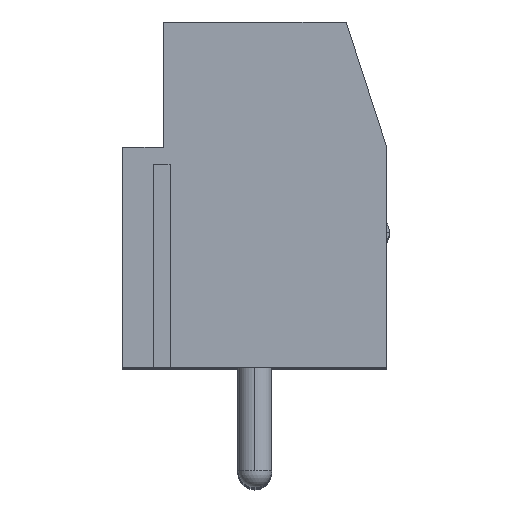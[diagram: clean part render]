
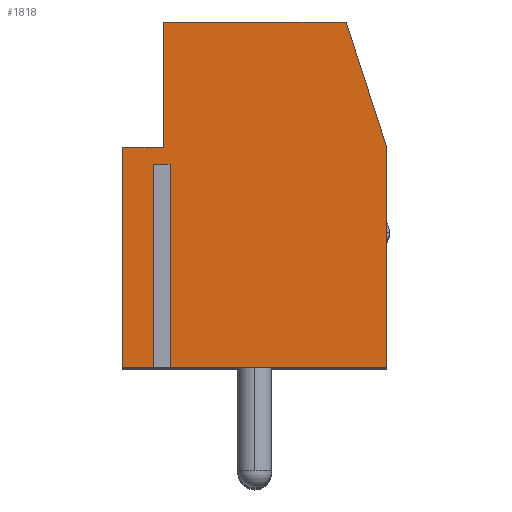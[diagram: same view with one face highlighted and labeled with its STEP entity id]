
A CAD part, top view. The second image highlights one B-rep face of the part: STEP entity #1818.
In plain terms, the highlighted planar face has unit normal (0, 0, 1).
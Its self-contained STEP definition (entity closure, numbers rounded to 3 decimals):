
#17 = VECTOR ( 'NONE', #1391, 1000. ) ;
#58 = VECTOR ( 'NONE', #1169, 1000. ) ;
#89 = CARTESIAN_POINT ( 'NONE',  ( -2.61, -9.1, 0. ) ) ;
#270 = CARTESIAN_POINT ( 'NONE',  ( 3.94, 1.278, 0. ) ) ;
#281 = CARTESIAN_POINT ( 'NONE',  ( 0., 1.4, 0. ) ) ;
#343 = EDGE_CURVE ( 'NONE', #2280, #3841, #988, .T. ) ;
#367 = EDGE_CURVE ( 'NONE', #5542, #2280, #5507, .T. ) ;
#472 = CARTESIAN_POINT ( 'NONE',  ( -2.61, -5.1, 0. ) ) ;
#510 = DIRECTION ( 'NONE',  ( 0., -1., 0. ) ) ;
#547 = LINE ( 'NONE', #89, #1598 ) ;
#599 = DIRECTION ( 'NONE',  ( -1., 0., 0. ) ) ;
#667 = VECTOR ( 'NONE', #4021, 1000. ) ;
#681 = VECTOR ( 'NONE', #5407, 1000. ) ;
#775 = DIRECTION ( 'NONE',  ( 0., -1., 0. ) ) ;
#833 = CARTESIAN_POINT ( 'NONE',  ( 3.9, 0., 0. ) ) ;
#862 = EDGE_CURVE ( 'NONE', #5402, #4278, #5718, .T. ) ;
#955 = CARTESIAN_POINT ( 'NONE',  ( 0., 0., 0. ) ) ;
#988 = LINE ( 'NONE', #3683, #5781 ) ;
#1047 = LINE ( 'NONE', #270, #3318 ) ;
#1062 = ORIENTED_EDGE ( 'NONE', *, *, #862, .T. ) ;
#1092 = VERTEX_POINT ( 'NONE', #5814 ) ;
#1107 = VERTEX_POINT ( 'NONE', #5737 ) ;
#1169 = DIRECTION ( 'NONE',  ( -1., 0., 0. ) ) ;
#1188 = PLANE ( 'NONE',  #4799 ) ;
#1391 = DIRECTION ( 'NONE',  ( 0., 1., 0. ) ) ;
#1394 = VECTOR ( 'NONE', #775, 1000. ) ;
#1491 = DIRECTION ( 'NONE',  ( 0., 0., 1. ) ) ;
#1494 = ORIENTED_EDGE ( 'NONE', *, *, #5744, .F. ) ;
#1559 = ORIENTED_EDGE ( 'NONE', *, *, #343, .T. ) ;
#1566 = DIRECTION ( 'NONE',  ( 1., 0., 0. ) ) ;
#1598 = VECTOR ( 'NONE', #3240, 1000. ) ;
#1601 = DIRECTION ( 'NONE',  ( -0.309, 0.951, 0. ) ) ;
#1690 = ORIENTED_EDGE ( 'NONE', *, *, #4577, .F. ) ;
#1729 = LINE ( 'NONE', #833, #667 ) ;
#1818 = ADVANCED_FACE ( 'NONE', ( #3682 ), #1188, .T. ) ;
#1907 = DIRECTION ( 'NONE',  ( 1., 0., 0. ) ) ;
#2010 = CARTESIAN_POINT ( 'NONE',  ( 0., -5.1, 0. ) ) ;
#2039 = LINE ( 'NONE', #2713, #681 ) ;
#2123 = ORIENTED_EDGE ( 'NONE', *, *, #4121, .T. ) ;
#2277 = ORIENTED_EDGE ( 'NONE', *, *, #5638, .F. ) ;
#2280 = VERTEX_POINT ( 'NONE', #4277 ) ;
#2289 = CARTESIAN_POINT ( 'NONE',  ( -3.9, -5.1, 0. ) ) ;
#2536 = VECTOR ( 'NONE', #3838, 1000. ) ;
#2679 = VECTOR ( 'NONE', #1907, 1000. ) ;
#2713 = CARTESIAN_POINT ( 'NONE',  ( 0., 5.1, 0. ) ) ;
#2800 = VERTEX_POINT ( 'NONE', #3177 ) ;
#2852 = VERTEX_POINT ( 'NONE', #472 ) ;
#3071 = CARTESIAN_POINT ( 'NONE',  ( -2.7, 5.1, 0. ) ) ;
#3177 = CARTESIAN_POINT ( 'NONE',  ( 3.9, 1.4, 0. ) ) ;
#3240 = DIRECTION ( 'NONE',  ( 0., 1., 0. ) ) ;
#3245 = CARTESIAN_POINT ( 'NONE',  ( 0., -5.1, 0. ) ) ;
#3266 = VECTOR ( 'NONE', #599, 1000. ) ;
#3272 = ORIENTED_EDGE ( 'NONE', *, *, #3951, .T. ) ;
#3318 = VECTOR ( 'NONE', #1601, 1000. ) ;
#3362 = CARTESIAN_POINT ( 'NONE',  ( -2.7, 1.4, 0. ) ) ;
#3504 = CARTESIAN_POINT ( 'NONE',  ( -2.7, 0., 0. ) ) ;
#3554 = ORIENTED_EDGE ( 'NONE', *, *, #4248, .T. ) ;
#3613 = EDGE_CURVE ( 'NONE', #3647, #5542, #4853, .T. ) ;
#3626 = ORIENTED_EDGE ( 'NONE', *, *, #3613, .T. ) ;
#3647 = VERTEX_POINT ( 'NONE', #3071 ) ;
#3682 = FACE_OUTER_BOUND ( 'NONE', #4221, .T. ) ;
#3683 = CARTESIAN_POINT ( 'NONE',  ( -3.9, 0., 0. ) ) ;
#3838 = DIRECTION ( 'NONE',  ( 1., 0., 0. ) ) ;
#3841 = VERTEX_POINT ( 'NONE', #2289 ) ;
#3902 = CARTESIAN_POINT ( 'NONE',  ( -3., 0.9, 0. ) ) ;
#3917 = CARTESIAN_POINT ( 'NONE',  ( -2.89, 0.9, 0. ) ) ;
#3951 = EDGE_CURVE ( 'NONE', #3841, #5402, #5069, .T. ) ;
#4021 = DIRECTION ( 'NONE',  ( 0., -1., 0. ) ) ;
#4121 = EDGE_CURVE ( 'NONE', #2852, #4936, #4175, .T. ) ;
#4175 = LINE ( 'NONE', #2010, #2536 ) ;
#4221 = EDGE_LOOP ( 'NONE', ( #3272, #1062, #2277, #1690, #2123, #1494, #3554, #5365, #3626, #5441, #1559 ) ) ;
#4248 = EDGE_CURVE ( 'NONE', #2800, #1092, #1047, .T. ) ;
#4277 = CARTESIAN_POINT ( 'NONE',  ( -3.9, 1.4, 0. ) ) ;
#4278 = VERTEX_POINT ( 'NONE', #3917 ) ;
#4514 = EDGE_CURVE ( 'NONE', #3647, #1092, #2039, .T. ) ;
#4513 = CARTESIAN_POINT ( 'NONE',  ( 3.9, -5.1, 0. ) ) ;
#4577 = EDGE_CURVE ( 'NONE', #2852, #1107, #547, .T. ) ;
#4799 = AXIS2_PLACEMENT_3D ( 'NONE', #955, #1491, #1566 ) ;
#4853 = LINE ( 'NONE', #3504, #1394 ) ;
#4906 = CARTESIAN_POINT ( 'NONE',  ( -2.89, -9.1, 0. ) ) ;
#4936 = VERTEX_POINT ( 'NONE', #4513 ) ;
#5069 = LINE ( 'NONE', #3245, #2679 ) ;
#5076 = CARTESIAN_POINT ( 'NONE',  ( -2.89, -5.1, 0. ) ) ;
#5365 = ORIENTED_EDGE ( 'NONE', *, *, #4514, .F. ) ;
#5402 = VERTEX_POINT ( 'NONE', #5076 ) ;
#5407 = DIRECTION ( 'NONE',  ( 1., 0., 0. ) ) ;
#5441 = ORIENTED_EDGE ( 'NONE', *, *, #367, .T. ) ;
#5507 = LINE ( 'NONE', #281, #3266 ) ;
#5542 = VERTEX_POINT ( 'NONE', #3362 ) ;
#5638 = EDGE_CURVE ( 'NONE', #1107, #4278, #5752, .T. ) ;
#5718 = LINE ( 'NONE', #4906, #17 ) ;
#5737 = CARTESIAN_POINT ( 'NONE',  ( -2.61, 0.9, 0. ) ) ;
#5744 = EDGE_CURVE ( 'NONE', #2800, #4936, #1729, .T. ) ;
#5752 = LINE ( 'NONE', #3902, #58 ) ;
#5781 = VECTOR ( 'NONE', #510, 1000. ) ;
#5814 = CARTESIAN_POINT ( 'NONE',  ( 2.7, 5.1, 0. ) ) ;
